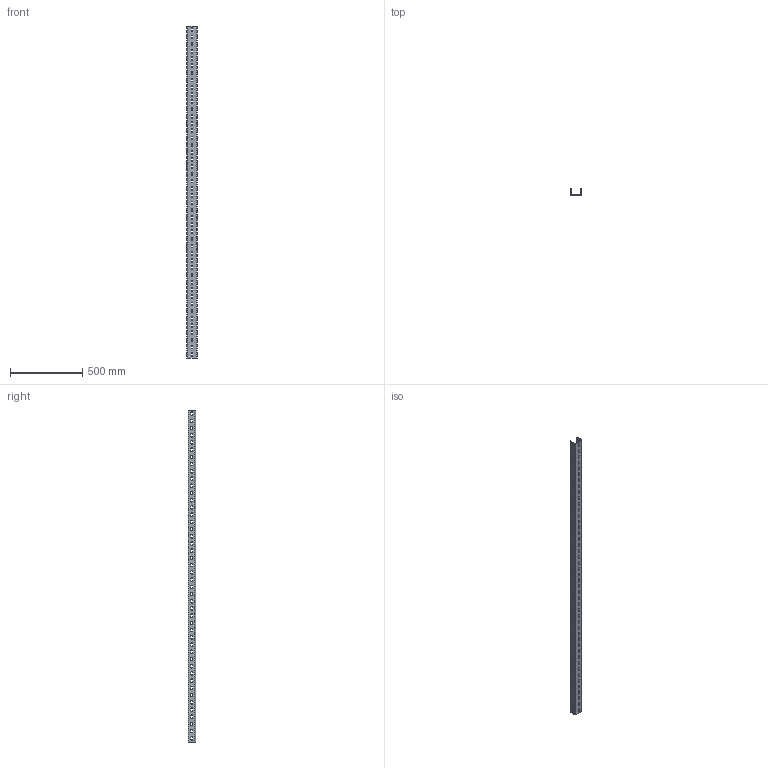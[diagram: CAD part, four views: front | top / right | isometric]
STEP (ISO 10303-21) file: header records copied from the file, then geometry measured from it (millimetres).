
FILE_DESCRIPTION (( 'STEP AP214' ), '1' );
FILE_NAME ('Äåòàë2300.STEP', '2023-04-03T09:01:03', ( '' ), ( '' ), 'SwSTEP 2.0', 'SolidWorks 2022', '' );
FILE_SCHEMA (( 'AUTOMOTIVE_DESIGN' ));
Length unit declared in the file: millimetre
Products named in the file (1): Детал2300
Bounding box: 70 x 50 x 2300 mm (x, y, z)
Volume: 1304820 mm3; surface area: 707555.5 mm2
Topology: 1 solids, 1 shells, 704 faces, 2106 edges, 1404 vertices
Faces by surface type: cylinder 418, plane 286
Entity records: 24612 total; most frequent: DIRECTION 4352, CARTESIAN_POINT 4215, ORIENTED_EDGE 4212, EDGE_CURVE 2106, AXIS2_PLACEMENT_3D 1541, VERTEX_POINT 1404, VECTOR 1270, LINE 1270
